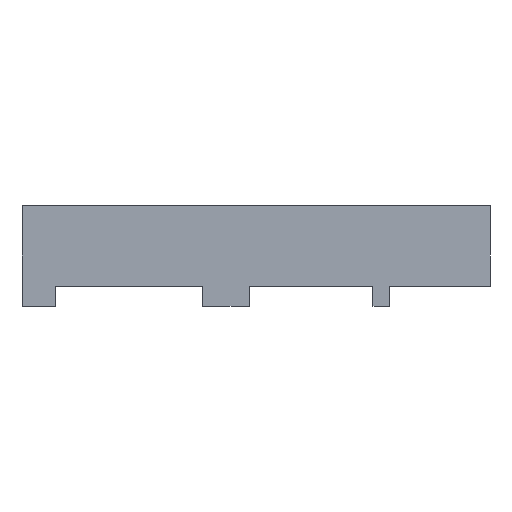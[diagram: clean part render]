
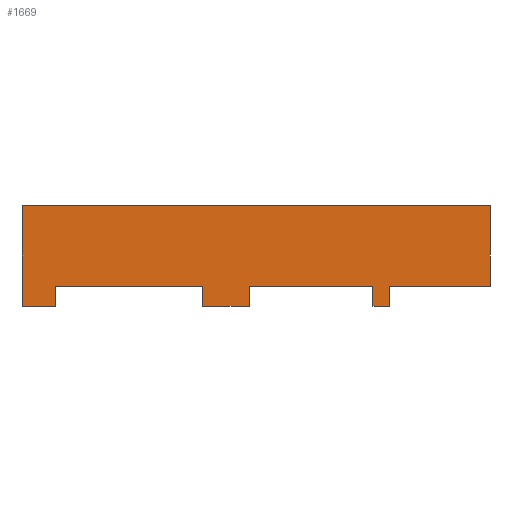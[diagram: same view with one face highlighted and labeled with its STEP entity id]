
A CAD part, left-side view. The second image highlights one B-rep face of the part: STEP entity #1669.
In plain terms, the highlighted planar face has unit normal (-1, 0, 0).
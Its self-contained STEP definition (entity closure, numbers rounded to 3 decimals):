
#37 = CARTESIAN_POINT ( 'NONE',  ( -180., 65., 0. ) ) ;
#38 = ORIENTED_EDGE ( 'NONE', *, *, #1712, .T. ) ;
#40 = ORIENTED_EDGE ( 'NONE', *, *, #1222, .F. ) ;
#75 = LINE ( 'NONE', #1575, #543 ) ;
#80 = CARTESIAN_POINT ( 'NONE',  ( -180., 0., 12. ) ) ;
#92 = CARTESIAN_POINT ( 'NONE',  ( -180., 0., 0. ) ) ;
#99 = VECTOR ( 'NONE', #884, 1000. ) ;
#114 = DIRECTION ( 'NONE',  ( 0., 1., 0. ) ) ;
#124 = CARTESIAN_POINT ( 'NONE',  ( -180., 15., -3. ) ) ;
#144 = DIRECTION ( 'NONE',  ( 0., 1., 0. ) ) ;
#151 = CARTESIAN_POINT ( 'NONE',  ( -180., 65., 0. ) ) ;
#157 = VECTOR ( 'NONE', #1747, 1000. ) ;
#160 = CARTESIAN_POINT ( 'NONE',  ( -180., 43., 0. ) ) ;
#166 = VECTOR ( 'NONE', #2010, 1000. ) ;
#182 = VERTEX_POINT ( 'NONE', #1861 ) ;
#237 = VERTEX_POINT ( 'NONE', #1396 ) ;
#245 = VECTOR ( 'NONE', #144, 1000. ) ;
#246 = DIRECTION ( 'NONE',  ( 0., -1., 0. ) ) ;
#255 = ORIENTED_EDGE ( 'NONE', *, *, #1026, .F. ) ;
#272 = VECTOR ( 'NONE', #114, 1000. ) ;
#280 = VECTOR ( 'NONE', #615, 1000. ) ;
#282 = CARTESIAN_POINT ( 'NONE',  ( -180., 70., -3. ) ) ;
#283 = CARTESIAN_POINT ( 'NONE',  ( -180., 65., 0. ) ) ;
#321 = LINE ( 'NONE', #1736, #991 ) ;
#329 = DIRECTION ( 'NONE',  ( 0., 0., -1. ) ) ;
#334 = VERTEX_POINT ( 'NONE', #404 ) ;
#335 = CARTESIAN_POINT ( 'NONE',  ( -180., 43., -3. ) ) ;
#366 = CARTESIAN_POINT ( 'NONE',  ( -180., 17.5, 0. ) ) ;
#377 = VECTOR ( 'NONE', #1885, 1000. ) ;
#399 = VECTOR ( 'NONE', #329, 1000. ) ;
#400 = EDGE_CURVE ( 'NONE', #1195, #778, #75, .T. ) ;
#404 = CARTESIAN_POINT ( 'NONE',  ( -180., 70., 12. ) ) ;
#432 = CARTESIAN_POINT ( 'NONE',  ( -180., 70., -3. ) ) ;
#434 = EDGE_CURVE ( 'NONE', #334, #1629, #1229, .T. ) ;
#443 = EDGE_CURVE ( 'NONE', #885, #1297, #737, .T. ) ;
#469 = CARTESIAN_POINT ( 'NONE',  ( -180., 36., 0. ) ) ;
#501 = ORIENTED_EDGE ( 'NONE', *, *, #694, .F. ) ;
#515 = EDGE_CURVE ( 'NONE', #548, #777, #681, .T. ) ;
#543 = VECTOR ( 'NONE', #246, 1000. ) ;
#548 = VERTEX_POINT ( 'NONE', #847 ) ;
#557 = ORIENTED_EDGE ( 'NONE', *, *, #443, .F. ) ;
#580 = CARTESIAN_POINT ( 'NONE',  ( -180., 70., 12. ) ) ;
#615 = DIRECTION ( 'NONE',  ( 0., 1., 0. ) ) ;
#620 = LINE ( 'NONE', #1569, #157 ) ;
#630 = LINE ( 'NONE', #2173, #166 ) ;
#681 = LINE ( 'NONE', #1168, #245 ) ;
#694 = EDGE_CURVE ( 'NONE', #911, #548, #1498, .T. ) ;
#737 = LINE ( 'NONE', #37, #272 ) ;
#745 = LINE ( 'NONE', #80, #2103 ) ;
#764 = AXIS2_PLACEMENT_3D ( 'NONE', #1482, #1995, #976 ) ;
#777 = VERTEX_POINT ( 'NONE', #469 ) ;
#778 = VERTEX_POINT ( 'NONE', #92 ) ;
#781 = ORIENTED_EDGE ( 'NONE', *, *, #1958, .F. ) ;
#815 = EDGE_CURVE ( 'NONE', #1297, #182, #836, .T. ) ;
#832 = VERTEX_POINT ( 'NONE', #1905 ) ;
#836 = LINE ( 'NONE', #151, #377 ) ;
#842 = CARTESIAN_POINT ( 'NONE',  ( -180., 36., 0. ) ) ;
#847 = CARTESIAN_POINT ( 'NONE',  ( -180., 17.5, 0. ) ) ;
#871 = VERTEX_POINT ( 'NONE', #335 ) ;
#884 = DIRECTION ( 'NONE',  ( 0., 0., -1. ) ) ;
#885 = VERTEX_POINT ( 'NONE', #160 ) ;
#894 = EDGE_CURVE ( 'NONE', #237, #778, #1923, .T. ) ;
#911 = VERTEX_POINT ( 'NONE', #1553 ) ;
#949 = CARTESIAN_POINT ( 'NONE',  ( -180., 15., 0. ) ) ;
#959 = ORIENTED_EDGE ( 'NONE', *, *, #815, .F. ) ;
#976 = DIRECTION ( 'NONE',  ( 0., 0., -1. ) ) ;
#991 = VECTOR ( 'NONE', #1950, 1000. ) ;
#1002 = ORIENTED_EDGE ( 'NONE', *, *, #2219, .F. ) ;
#1026 = EDGE_CURVE ( 'NONE', #871, #885, #321, .T. ) ;
#1041 = ORIENTED_EDGE ( 'NONE', *, *, #1190, .F. ) ;
#1048 = VECTOR ( 'NONE', #1353, 1000. ) ;
#1125 = ORIENTED_EDGE ( 'NONE', *, *, #434, .T. ) ;
#1155 = DIRECTION ( 'NONE',  ( 0., 0., 1. ) ) ;
#1168 = CARTESIAN_POINT ( 'NONE',  ( -180., 36., 0. ) ) ;
#1179 = CARTESIAN_POINT ( 'NONE',  ( -180., 0., 12. ) ) ;
#1190 = EDGE_CURVE ( 'NONE', #334, #237, #745, .T. ) ;
#1195 = VERTEX_POINT ( 'NONE', #949 ) ;
#1210 = ORIENTED_EDGE ( 'NONE', *, *, #400, .T. ) ;
#1222 = EDGE_CURVE ( 'NONE', #1850, #911, #2044, .T. ) ;
#1227 = FACE_OUTER_BOUND ( 'NONE', #2160, .T. ) ;
#1229 = LINE ( 'NONE', #580, #1626 ) ;
#1297 = VERTEX_POINT ( 'NONE', #283 ) ;
#1302 = LINE ( 'NONE', #842, #399 ) ;
#1304 = PLANE ( 'NONE',  #764 ) ;
#1353 = DIRECTION ( 'NONE',  ( 0., 0., 1. ) ) ;
#1396 = CARTESIAN_POINT ( 'NONE',  ( -180., 0., 12. ) ) ;
#1434 = ORIENTED_EDGE ( 'NONE', *, *, #515, .F. ) ;
#1482 = CARTESIAN_POINT ( 'NONE',  ( -180., 0., 12. ) ) ;
#1498 = LINE ( 'NONE', #366, #1048 ) ;
#1526 = DIRECTION ( 'NONE',  ( 0., 0., -1. ) ) ;
#1553 = CARTESIAN_POINT ( 'NONE',  ( -180., 17.5, -3. ) ) ;
#1569 = CARTESIAN_POINT ( 'NONE',  ( -180., 70., -3. ) ) ;
#1571 = VECTOR ( 'NONE', #1155, 1000. ) ;
#1575 = CARTESIAN_POINT ( 'NONE',  ( -180., 0., 0. ) ) ;
#1611 = DIRECTION ( 'NONE',  ( 0., -1., 0. ) ) ;
#1626 = VECTOR ( 'NONE', #1526, 1000. ) ;
#1629 = VERTEX_POINT ( 'NONE', #282 ) ;
#1669 = ADVANCED_FACE ( 'NONE', ( #1227 ), #1304, .F. ) ;
#1712 = EDGE_CURVE ( 'NONE', #1850, #1195, #2090, .T. ) ;
#1736 = CARTESIAN_POINT ( 'NONE',  ( -180., 43., 0. ) ) ;
#1747 = DIRECTION ( 'NONE',  ( 0., 1., 0. ) ) ;
#1811 = EDGE_CURVE ( 'NONE', #777, #832, #1302, .T. ) ;
#1835 = ORIENTED_EDGE ( 'NONE', *, *, #1811, .F. ) ;
#1850 = VERTEX_POINT ( 'NONE', #1884 ) ;
#1861 = CARTESIAN_POINT ( 'NONE',  ( -180., 65., -3. ) ) ;
#1884 = CARTESIAN_POINT ( 'NONE',  ( -180., 15., -3. ) ) ;
#1885 = DIRECTION ( 'NONE',  ( 0., 0., -1. ) ) ;
#1905 = CARTESIAN_POINT ( 'NONE',  ( -180., 36., -3. ) ) ;
#1923 = LINE ( 'NONE', #1179, #99 ) ;
#1928 = ORIENTED_EDGE ( 'NONE', *, *, #894, .F. ) ;
#1950 = DIRECTION ( 'NONE',  ( 0., 0., 1. ) ) ;
#1958 = EDGE_CURVE ( 'NONE', #832, #871, #620, .T. ) ;
#1995 = DIRECTION ( 'NONE',  ( 1., 0., 0. ) ) ;
#2010 = DIRECTION ( 'NONE',  ( 0., 1., 0. ) ) ;
#2044 = LINE ( 'NONE', #432, #280 ) ;
#2090 = LINE ( 'NONE', #124, #1571 ) ;
#2103 = VECTOR ( 'NONE', #1611, 1000. ) ;
#2160 = EDGE_LOOP ( 'NONE', ( #557, #255, #781, #1835, #1434, #501, #40, #38, #1210, #1928, #1041, #1125, #1002, #959 ) ) ;
#2173 = CARTESIAN_POINT ( 'NONE',  ( -180., 70., -3. ) ) ;
#2219 = EDGE_CURVE ( 'NONE', #182, #1629, #630, .T. ) ;
